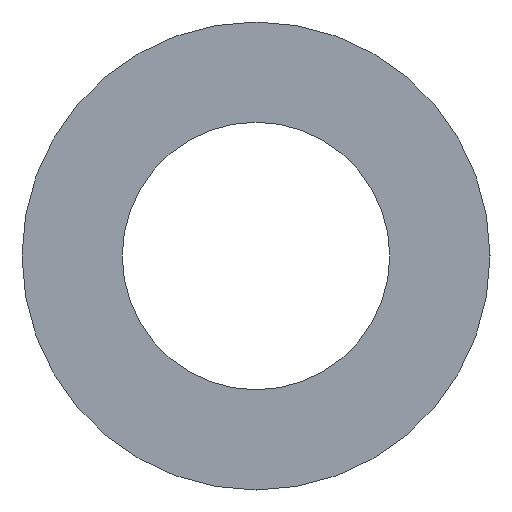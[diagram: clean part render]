
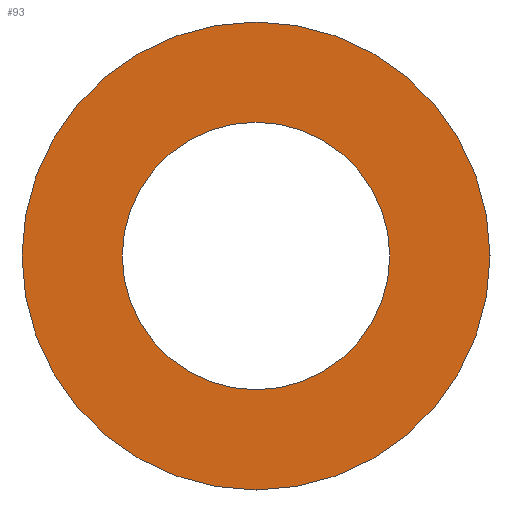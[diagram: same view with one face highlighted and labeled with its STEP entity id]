
A CAD part, left-side view. The second image highlights one B-rep face of the part: STEP entity #93.
In plain terms, the highlighted planar face has unit normal (-1, 0, 0).
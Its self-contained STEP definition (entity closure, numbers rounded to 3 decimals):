
#7 = VERTEX_POINT ( 'NONE', #122 ) ;
#18 = CARTESIAN_POINT ( 'NONE',  ( 0., 0., 10.5 ) ) ;
#20 = DIRECTION ( 'NONE',  ( 1., 0., 0. ) ) ;
#23 = EDGE_CURVE ( 'NONE', #71, #207, #212, .T. ) ;
#42 = DIRECTION ( 'NONE',  ( 0., 0., 1. ) ) ;
#45 = AXIS2_PLACEMENT_3D ( 'NONE', #271, #63, #152 ) ;
#46 = CIRCLE ( 'NONE', #118, 6. ) ;
#48 = ORIENTED_EDGE ( 'NONE', *, *, #228, .F. ) ;
#53 = EDGE_LOOP ( 'NONE', ( #115, #277 ) ) ;
#62 = PLANE ( 'NONE',  #294 ) ;
#63 = DIRECTION ( 'NONE',  ( -1., 0., 0. ) ) ;
#64 = DIRECTION ( 'NONE',  ( -1., 0., 0. ) ) ;
#66 = CIRCLE ( 'NONE', #131, 10.5 ) ;
#71 = VERTEX_POINT ( 'NONE', #18 ) ;
#73 = ORIENTED_EDGE ( 'NONE', *, *, #127, .F. ) ;
#78 = CARTESIAN_POINT ( 'NONE',  ( 0., 0., 0. ) ) ;
#93 = ADVANCED_FACE ( 'NONE', ( #175, #270 ), #62, .T. ) ;
#107 = DIRECTION ( 'NONE',  ( 0., 0., -1. ) ) ;
#113 = AXIS2_PLACEMENT_3D ( 'NONE', #78, #170, #264 ) ;
#115 = ORIENTED_EDGE ( 'NONE', *, *, #206, .F. ) ;
#118 = AXIS2_PLACEMENT_3D ( 'NONE', #272, #64, #164 ) ;
#122 = CARTESIAN_POINT ( 'NONE',  ( 0., 0., 6. ) ) ;
#127 = EDGE_CURVE ( 'NONE', #230, #7, #46, .T. ) ;
#131 = AXIS2_PLACEMENT_3D ( 'NONE', #224, #20, #107 ) ;
#151 = CARTESIAN_POINT ( 'NONE',  ( 0., 0., 0. ) ) ;
#152 = DIRECTION ( 'NONE',  ( 0., 0., 1. ) ) ;
#164 = DIRECTION ( 'NONE',  ( 0., 0., 1. ) ) ;
#170 = DIRECTION ( 'NONE',  ( 1., 0., 0. ) ) ;
#175 = FACE_BOUND ( 'NONE', #252, .T. ) ;
#176 = CIRCLE ( 'NONE', #45, 6. ) ;
#198 = CARTESIAN_POINT ( 'NONE',  ( 0., 0., -10.5 ) ) ;
#206 = EDGE_CURVE ( 'NONE', #207, #71, #66, .T. ) ;
#207 = VERTEX_POINT ( 'NONE', #198 ) ;
#212 = CIRCLE ( 'NONE', #113, 10.5 ) ;
#224 = CARTESIAN_POINT ( 'NONE',  ( 0., 0., 0. ) ) ;
#228 = EDGE_CURVE ( 'NONE', #7, #230, #176, .T. ) ;
#230 = VERTEX_POINT ( 'NONE', #257 ) ;
#248 = DIRECTION ( 'NONE',  ( -1., 0., 0. ) ) ;
#252 = EDGE_LOOP ( 'NONE', ( #48, #73 ) ) ;
#257 = CARTESIAN_POINT ( 'NONE',  ( 0., 0., -6. ) ) ;
#264 = DIRECTION ( 'NONE',  ( 0., 0., -1. ) ) ;
#270 = FACE_OUTER_BOUND ( 'NONE', #53, .T. ) ;
#271 = CARTESIAN_POINT ( 'NONE',  ( 0., 0., 0. ) ) ;
#272 = CARTESIAN_POINT ( 'NONE',  ( 0., 0., 0. ) ) ;
#277 = ORIENTED_EDGE ( 'NONE', *, *, #23, .F. ) ;
#294 = AXIS2_PLACEMENT_3D ( 'NONE', #151, #248, #42 ) ;
